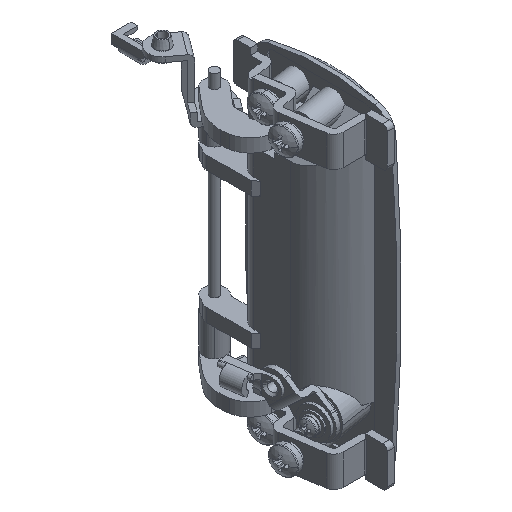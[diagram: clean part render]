
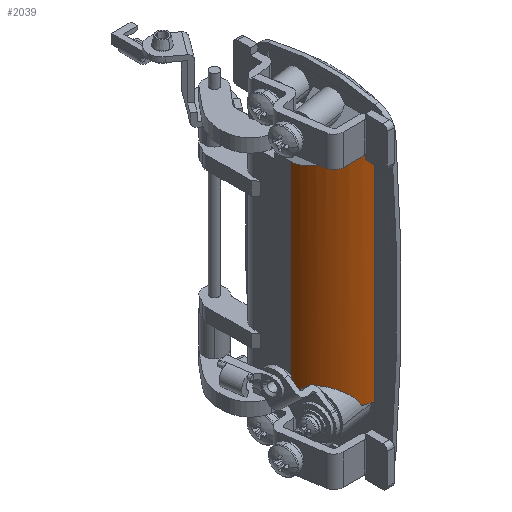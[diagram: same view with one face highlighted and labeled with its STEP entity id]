
A CAD part, isometric view. The second image highlights one B-rep face of the part: STEP entity #2039.
In plain terms, the highlighted cylindrical face has radius 22 mm (diameter 44 mm), a partial arc.
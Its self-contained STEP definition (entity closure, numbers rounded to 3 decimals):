
#2039 = ADVANCED_FACE ( 'NONE', ( #6800 ), #6801, .T. ) ;
#2187 = EDGE_CURVE ( 'NONE', #4982, #4981, #10931, .T. ) ;
#2400 = ORIENTED_EDGE ( 'NONE', *, *, #2598, .T. ) ;
#2401 = ORIENTED_EDGE ( 'NONE', *, *, #2187, .T. ) ;
#2402 = ORIENTED_EDGE ( 'NONE', *, *, #2597, .F. ) ;
#2403 = ORIENTED_EDGE ( 'NONE', *, *, #2505, .T. ) ;
#2404 = ORIENTED_EDGE ( 'NONE', *, *, #2599, .T. ) ;
#2405 = ORIENTED_EDGE ( 'NONE', *, *, #2540, .F. ) ;
#2505 = EDGE_CURVE ( 'NONE', #5006, #5005, #8512, .T. ) ;
#2540 = EDGE_CURVE ( 'NONE', #4982, #5035, #8532, .T. ) ;
#2597 = EDGE_CURVE ( 'NONE', #5073, #4981, #7991, .T. ) ;
#2598 = EDGE_CURVE ( 'NONE', #5073, #5006, #11362, .T. ) ;
#2599 = EDGE_CURVE ( 'NONE', #5005, #5035, #16961, .T. ) ;
#4806 = EDGE_LOOP ( 'NONE', ( #2401, #2402, #2400, #2403, #2404, #2405 ) ) ;
#4981 = VERTEX_POINT ( 'NONE', #15837 ) ;
#4982 = VERTEX_POINT ( 'NONE', #15838 ) ;
#5005 = VERTEX_POINT ( 'NONE', #15861 ) ;
#5006 = VERTEX_POINT ( 'NONE', #15862 ) ;
#5035 = VERTEX_POINT ( 'NONE', #15891 ) ;
#5073 = VERTEX_POINT ( 'NONE', #15930 ) ;
#6800 = FACE_OUTER_BOUND ( 'NONE', #4806, .T. ) ;
#6801 = CYLINDRICAL_SURFACE ( 'NONE', #8302, 22. ) ;
#7991 = B_SPLINE_CURVE_WITH_KNOTS ( 'NONE', 3,
 ( #11266, #11267, #11268, #11269, #11270, #11271, #11272, #11273, #11274, #11275, #11276, #11277, #11278, #11279, #11280, #11281, #11282, #11283, #11284, #11285, #11286, #11287, #11288, #11289, #11290, #11291, #11292, #11293, #11294, #11295, #11296, #11297, #11298, #11299, #11376, #11377, #11378, #11379, #11380, #11381, #11382, #11383, #11384, #11385, #11386, #11387 ),
 .UNSPECIFIED., .F., .F.,
 ( 4, 2, 2, 2, 2, 2, 2, 2, 2, 2, 2, 2, 2, 2, 2, 2, 2, 2, 2, 2, 2, 2, 4 ),
 ( 0., 0.002, 0.003, 0.004, 0.006, 0.007, 0.008, 0.009, 0.011, 0.012, 0.013, 0.015, 0.016, 0.017, 0.019, 0.019, 0.02, 0.022, 0.024, 0.026, 0.027, 0.028, 0.03 ),
 .UNSPECIFIED. ) ;
#8202 = CARTESIAN_POINT ( 'NONE',  ( -4.5, -2.465, 65. ) ) ;
#8203 = DIRECTION ( 'NONE',  ( 0., 0., -1. ) ) ;
#8204 = DIRECTION ( 'NONE',  ( -1., 0., 0. ) ) ;
#8302 = AXIS2_PLACEMENT_3D ( 'NONE', #8202, #8203, #8204 ) ;
#8512 = LINE ( 'NONE', #10868, #10958 ) ;
#8532 = LINE ( 'NONE', #11081, #11304 ) ;
#10807 = CARTESIAN_POINT ( 'NONE',  ( -4.5, -2.465, 45. ) ) ;
#10808 = DIRECTION ( 'NONE',  ( 0., 0., -1. ) ) ;
#10809 = DIRECTION ( 'NONE',  ( -1., 0., 0. ) ) ;
#10868 = CARTESIAN_POINT ( 'NONE',  ( 0., -24., 65. ) ) ;
#10869 = DIRECTION ( 'NONE',  ( 0., 0., -1. ) ) ;
#10931 = CIRCLE ( 'NONE', #10933, 22. ) ;
#10933 = AXIS2_PLACEMENT_3D ( 'NONE', #10807, #10808, #10809 ) ;
#10958 = VECTOR ( 'NONE', #10869, 1000. ) ;
#11081 = CARTESIAN_POINT ( 'NONE',  ( 17.5, -2.465, 65. ) ) ;
#11082 = DIRECTION ( 'NONE',  ( 0., 0., -1. ) ) ;
#11266 = CARTESIAN_POINT ( 'NONE',  ( 5.042, -22.288, 45. ) ) ;
#11267 = CARTESIAN_POINT ( 'NONE',  ( 5.236, -22.195, 44.407 ) ) ;
#11268 = CARTESIAN_POINT ( 'NONE',  ( 5.497, -22.066, 43.861 ) ) ;
#11269 = CARTESIAN_POINT ( 'NONE',  ( 5.948, -21.827, 43.089 ) ) ;
#11270 = CARTESIAN_POINT ( 'NONE',  ( 6.109, -21.739, 42.839 ) ) ;
#11271 = CARTESIAN_POINT ( 'NONE',  ( 6.447, -21.549, 42.354 ) ) ;
#11272 = CARTESIAN_POINT ( 'NONE',  ( 6.626, -21.446, 42.117 ) ) ;
#11273 = CARTESIAN_POINT ( 'NONE',  ( 7.174, -21.117, 41.434 ) ) ;
#11274 = CARTESIAN_POINT ( 'NONE',  ( 7.557, -20.873, 41.014 ) ) ;
#11275 = CARTESIAN_POINT ( 'NONE',  ( 8.343, -20.334, 40.23 ) ) ;
#11276 = CARTESIAN_POINT ( 'NONE',  ( 8.746, -20.038, 39.866 ) ) ;
#11277 = CARTESIAN_POINT ( 'NONE',  ( 9.359, -19.553, 39.358 ) ) ;
#11278 = CARTESIAN_POINT ( 'NONE',  ( 9.566, -19.384, 39.195 ) ) ;
#11279 = CARTESIAN_POINT ( 'NONE',  ( 9.977, -19.033, 38.885 ) ) ;
#11280 = CARTESIAN_POINT ( 'NONE',  ( 10.182, -18.852, 38.738 ) ) ;
#11281 = CARTESIAN_POINT ( 'NONE',  ( 10.792, -18.291, 38.322 ) ) ;
#11282 = CARTESIAN_POINT ( 'NONE',  ( 11.194, -17.894, 38.076 ) ) ;
#11283 = CARTESIAN_POINT ( 'NONE',  ( 11.786, -17.258, 37.757 ) ) ;
#11284 = CARTESIAN_POINT ( 'NONE',  ( 11.982, -17.04, 37.66 ) ) ;
#11285 = CARTESIAN_POINT ( 'NONE',  ( 12.37, -16.589, 37.482 ) ) ;
#11286 = CARTESIAN_POINT ( 'NONE',  ( 12.563, -16.356, 37.402 ) ) ;
#11287 = CARTESIAN_POINT ( 'NONE',  ( 13.13, -15.639, 37.192 ) ) ;
#11288 = CARTESIAN_POINT ( 'NONE',  ( 13.489, -15.144, 37.095 ) ) ;
#11289 = CARTESIAN_POINT ( 'NONE',  ( 14.001, -14.374, 37.017 ) ) ;
#11290 = CARTESIAN_POINT ( 'NONE',  ( 14.166, -14.112, 37.002 ) ) ;
#11291 = CARTESIAN_POINT ( 'NONE',  ( 14.488, -13.58, 36.998 ) ) ;
#11292 = CARTESIAN_POINT ( 'NONE',  ( 14.645, -13.308, 37.008 ) ) ;
#11293 = CARTESIAN_POINT ( 'NONE',  ( 15.094, -12.489, 37.078 ) ) ;
#11294 = CARTESIAN_POINT ( 'NONE',  ( 15.363, -11.941, 37.176 ) ) ;
#11295 = CARTESIAN_POINT ( 'NONE',  ( 15.728, -11.122, 37.403 ) ) ;
#11296 = CARTESIAN_POINT ( 'NONE',  ( 15.842, -10.848, 37.492 ) ) ;
#11297 = CARTESIAN_POINT ( 'NONE',  ( 16.059, -10.303, 37.698 ) ) ;
#11298 = CARTESIAN_POINT ( 'NONE',  ( 16.161, -10.029, 37.816 ) ) ;
#11299 = CARTESIAN_POINT ( 'NONE',  ( 16.443, -9.227, 38.208 ) ) ;
#11304 = VECTOR ( 'NONE', #11082, 1000. ) ;
#11362 = CIRCLE ( 'NONE', #11364, 22. ) ;
#11364 = AXIS2_PLACEMENT_3D ( 'NONE', #11388, #11389, #11390 ) ;
#11376 = CARTESIAN_POINT ( 'NONE',  ( 16.6, -8.715, 38.519 ) ) ;
#11377 = CARTESIAN_POINT ( 'NONE',  ( 16.864, -7.741, 39.239 ) ) ;
#11378 = CARTESIAN_POINT ( 'NONE',  ( 16.972, -7.275, 39.654 ) ) ;
#11379 = CARTESIAN_POINT ( 'NONE',  ( 17.143, -6.435, 40.553 ) ) ;
#11380 = CARTESIAN_POINT ( 'NONE',  ( 17.208, -6.056, 41.04 ) ) ;
#11381 = CARTESIAN_POINT ( 'NONE',  ( 17.283, -5.553, 41.825 ) ) ;
#11382 = CARTESIAN_POINT ( 'NONE',  ( 17.304, -5.396, 42.097 ) ) ;
#11383 = CARTESIAN_POINT ( 'NONE',  ( 17.341, -5.11, 42.65 ) ) ;
#11384 = CARTESIAN_POINT ( 'NONE',  ( 17.356, -4.98, 42.931 ) ) ;
#11385 = CARTESIAN_POINT ( 'NONE',  ( 17.394, -4.63, 43.791 ) ) ;
#11386 = CARTESIAN_POINT ( 'NONE',  ( 17.411, -4.45, 44.385 ) ) ;
#11387 = CARTESIAN_POINT ( 'NONE',  ( 17.421, -4.325, 45. ) ) ;
#11388 = CARTESIAN_POINT ( 'NONE',  ( -4.5, -2.465, 45. ) ) ;
#11389 = DIRECTION ( 'NONE',  ( 0., 0., -1. ) ) ;
#11390 = DIRECTION ( 'NONE',  ( -1., 0., 0. ) ) ;
#11391 = CARTESIAN_POINT ( 'NONE',  ( 0., -24., -65. ) ) ;
#11392 = CARTESIAN_POINT ( 'NONE',  ( 10.643, -21.776, -54.357 ) ) ;
#11393 = CARTESIAN_POINT ( 'NONE',  ( 17.5, -13.338, -47.5 ) ) ;
#11394 = CARTESIAN_POINT ( 'NONE',  ( 17.5, -2.465, -47.5 ) ) ;
#15837 = CARTESIAN_POINT ( 'NONE',  ( 17.421, -4.325, 45. ) ) ;
#15838 = CARTESIAN_POINT ( 'NONE',  ( 17.5, -2.465, 45. ) ) ;
#15861 = CARTESIAN_POINT ( 'NONE',  ( 0., -24., -65. ) ) ;
#15862 = CARTESIAN_POINT ( 'NONE',  ( 0., -24., 45. ) ) ;
#15891 = CARTESIAN_POINT ( 'NONE',  ( 17.5, -2.465, -47.5 ) ) ;
#15930 = CARTESIAN_POINT ( 'NONE',  ( 5.042, -22.288, 45. ) ) ;
#16961 =( BOUNDED_CURVE ( )  B_SPLINE_CURVE ( 3, ( #11391, #11392, #11393, #11394 ),
 .UNSPECIFIED., .F., .T. ) 
 B_SPLINE_CURVE_WITH_KNOTS ( ( 4, 4 ),
 ( 1.777, 3.142 ),
 .UNSPECIFIED. ) 
 CURVE ( )  GEOMETRIC_REPRESENTATION_ITEM ( )  RATIONAL_B_SPLINE_CURVE ( ( 1., 0.851, 0.851, 1. ) ) 
 REPRESENTATION_ITEM ( '' )  );
